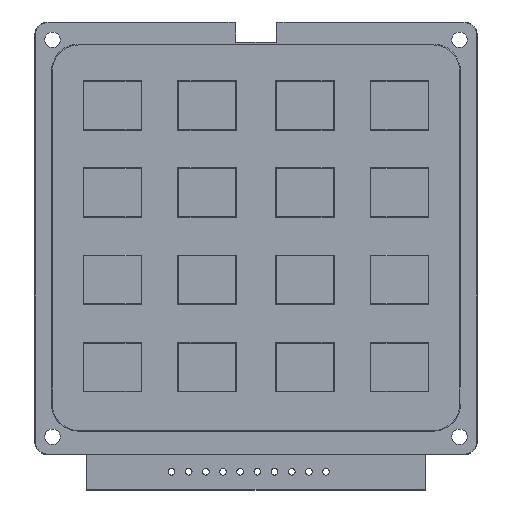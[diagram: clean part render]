
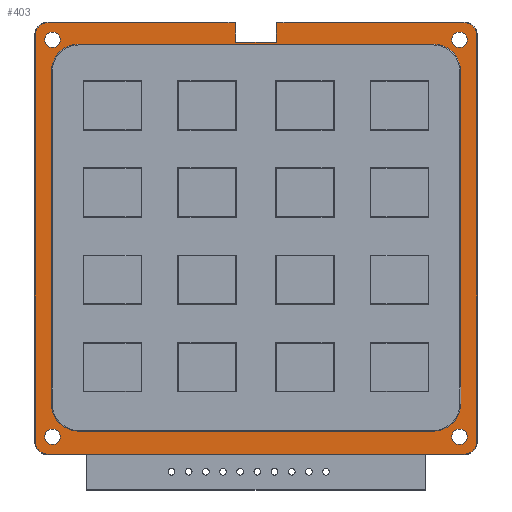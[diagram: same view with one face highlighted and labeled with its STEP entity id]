
A CAD part, top view. The second image highlights one B-rep face of the part: STEP entity #403.
In plain terms, the highlighted planar face has unit normal (0, 0, 1).
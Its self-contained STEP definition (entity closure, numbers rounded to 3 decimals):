
#131 = VERTEX_POINT('',#132);
#132 = CARTESIAN_POINT('',(-3.1,61.,3.));
#139 = EDGE_CURVE('',#131,#140,#142,.T.);
#140 = VERTEX_POINT('',#141);
#141 = CARTESIAN_POINT('',(-3.1,63.9,3.));
#142 = LINE('',#143,#144);
#143 = CARTESIAN_POINT('',(-3.1,61.,3.));
#144 = VECTOR('',#145,1.);
#145 = DIRECTION('',(0.,1.,0.));
#230 = EDGE_CURVE('',#231,#131,#233,.T.);
#231 = VERTEX_POINT('',#232);
#232 = CARTESIAN_POINT('',(-3.,61.,3.));
#233 = LINE('',#234,#235);
#234 = CARTESIAN_POINT('',(0.,61.,3.));
#235 = VECTOR('',#236,1.);
#236 = DIRECTION('',(-1.,0.,0.));
#238 = EDGE_CURVE('',#231,#239,#241,.T.);
#239 = VERTEX_POINT('',#240);
#240 = CARTESIAN_POINT('',(3.,61.,3.));
#241 = LINE('',#242,#243);
#242 = CARTESIAN_POINT('',(0.,61.,3.));
#243 = VECTOR('',#244,1.);
#244 = DIRECTION('',(1.,0.,0.));
#246 = EDGE_CURVE('',#239,#247,#249,.T.);
#247 = VERTEX_POINT('',#248);
#248 = CARTESIAN_POINT('',(3.1,61.,3.));
#249 = LINE('',#250,#251);
#250 = CARTESIAN_POINT('',(0.,61.,3.));
#251 = VECTOR('',#252,1.);
#252 = DIRECTION('',(1.,0.,0.));
#270 = VERTEX_POINT('',#271);
#271 = CARTESIAN_POINT('',(-30.75,63.9,3.));
#278 = EDGE_CURVE('',#270,#140,#279,.T.);
#279 = LINE('',#280,#281);
#280 = CARTESIAN_POINT('',(-30.75,63.9,3.));
#281 = VECTOR('',#282,1.);
#282 = DIRECTION('',(1.,0.,0.));
#403 = ADVANCED_FACE('',(#404,#485,#555,#566,#577,#588),#599,.T.);
#404 = FACE_BOUND('',#405,.T.);
#405 = EDGE_LOOP('',(#406,#407,#408,#409,#418,#426,#435,#443,#452,#460,
    #469,#477,#483,#484));
#406 = ORIENTED_EDGE('',*,*,#230,.T.);
#407 = ORIENTED_EDGE('',*,*,#139,.T.);
#408 = ORIENTED_EDGE('',*,*,#278,.F.);
#409 = ORIENTED_EDGE('',*,*,#410,.F.);
#410 = EDGE_CURVE('',#411,#270,#413,.T.);
#411 = VERTEX_POINT('',#412);
#412 = CARTESIAN_POINT('',(-32.65,62.,3.));
#413 = CIRCLE('',#414,1.9);
#414 = AXIS2_PLACEMENT_3D('',#415,#416,#417);
#415 = CARTESIAN_POINT('',(-30.75,62.,3.));
#416 = DIRECTION('',(0.,0.,-1.));
#417 = DIRECTION('',(-1.,0.,0.));
#418 = ORIENTED_EDGE('',*,*,#419,.F.);
#419 = EDGE_CURVE('',#420,#411,#422,.T.);
#420 = VERTEX_POINT('',#421);
#421 = CARTESIAN_POINT('',(-32.65,2.,3.));
#422 = LINE('',#423,#424);
#423 = CARTESIAN_POINT('',(-32.65,2.,3.));
#424 = VECTOR('',#425,1.);
#425 = DIRECTION('',(0.,1.,0.));
#426 = ORIENTED_EDGE('',*,*,#427,.F.);
#427 = EDGE_CURVE('',#428,#420,#430,.T.);
#428 = VERTEX_POINT('',#429);
#429 = CARTESIAN_POINT('',(-30.75,0.1,3.));
#430 = CIRCLE('',#431,1.9);
#431 = AXIS2_PLACEMENT_3D('',#432,#433,#434);
#432 = CARTESIAN_POINT('',(-30.75,2.,3.));
#433 = DIRECTION('',(-0.,-0.,-1.));
#434 = DIRECTION('',(0.,-1.,0.));
#435 = ORIENTED_EDGE('',*,*,#436,.F.);
#436 = EDGE_CURVE('',#437,#428,#439,.T.);
#437 = VERTEX_POINT('',#438);
#438 = CARTESIAN_POINT('',(30.75,0.1,3.));
#439 = LINE('',#440,#441);
#440 = CARTESIAN_POINT('',(30.75,0.1,3.));
#441 = VECTOR('',#442,1.);
#442 = DIRECTION('',(-1.,0.,0.));
#443 = ORIENTED_EDGE('',*,*,#444,.F.);
#444 = EDGE_CURVE('',#445,#437,#447,.T.);
#445 = VERTEX_POINT('',#446);
#446 = CARTESIAN_POINT('',(32.65,2.,3.));
#447 = CIRCLE('',#448,1.9);
#448 = AXIS2_PLACEMENT_3D('',#449,#450,#451);
#449 = CARTESIAN_POINT('',(30.75,2.,3.));
#450 = DIRECTION('',(0.,-0.,-1.));
#451 = DIRECTION('',(1.,0.,0.));
#452 = ORIENTED_EDGE('',*,*,#453,.F.);
#453 = EDGE_CURVE('',#454,#445,#456,.T.);
#454 = VERTEX_POINT('',#455);
#455 = CARTESIAN_POINT('',(32.65,62.,3.));
#456 = LINE('',#457,#458);
#457 = CARTESIAN_POINT('',(32.65,62.,3.));
#458 = VECTOR('',#459,1.);
#459 = DIRECTION('',(-0.,-1.,-0.));
#460 = ORIENTED_EDGE('',*,*,#461,.F.);
#461 = EDGE_CURVE('',#462,#454,#464,.T.);
#462 = VERTEX_POINT('',#463);
#463 = CARTESIAN_POINT('',(30.75,63.9,3.));
#464 = CIRCLE('',#465,1.9);
#465 = AXIS2_PLACEMENT_3D('',#466,#467,#468);
#466 = CARTESIAN_POINT('',(30.75,62.,3.));
#467 = DIRECTION('',(0.,0.,-1.));
#468 = DIRECTION('',(0.,1.,0.));
#469 = ORIENTED_EDGE('',*,*,#470,.F.);
#470 = EDGE_CURVE('',#471,#462,#473,.T.);
#471 = VERTEX_POINT('',#472);
#472 = CARTESIAN_POINT('',(3.1,63.9,3.));
#473 = LINE('',#474,#475);
#474 = CARTESIAN_POINT('',(3.,63.9,3.));
#475 = VECTOR('',#476,1.);
#476 = DIRECTION('',(1.,0.,0.));
#477 = ORIENTED_EDGE('',*,*,#478,.F.);
#478 = EDGE_CURVE('',#247,#471,#479,.T.);
#479 = LINE('',#480,#481);
#480 = CARTESIAN_POINT('',(3.1,61.,3.));
#481 = VECTOR('',#482,1.);
#482 = DIRECTION('',(0.,1.,0.));
#483 = ORIENTED_EDGE('',*,*,#246,.F.);
#484 = ORIENTED_EDGE('',*,*,#238,.F.);
#485 = FACE_BOUND('',#486,.T.);
#486 = EDGE_LOOP('',(#487,#498,#506,#515,#523,#532,#540,#549));
#487 = ORIENTED_EDGE('',*,*,#488,.T.);
#488 = EDGE_CURVE('',#489,#491,#493,.T.);
#489 = VERTEX_POINT('',#490);
#490 = CARTESIAN_POINT('',(26.25,60.7,3.));
#491 = VERTEX_POINT('',#492);
#492 = CARTESIAN_POINT('',(30.25,56.7,3.));
#493 = CIRCLE('',#494,4.);
#494 = AXIS2_PLACEMENT_3D('',#495,#496,#497);
#495 = CARTESIAN_POINT('',(26.25,56.7,3.));
#496 = DIRECTION('',(-0.,-0.,-1.));
#497 = DIRECTION('',(0.,-1.,0.));
#498 = ORIENTED_EDGE('',*,*,#499,.F.);
#499 = EDGE_CURVE('',#500,#491,#502,.T.);
#500 = VERTEX_POINT('',#501);
#501 = CARTESIAN_POINT('',(30.25,7.5,3.));
#502 = LINE('',#503,#504);
#503 = CARTESIAN_POINT('',(30.25,3.5,3.));
#504 = VECTOR('',#505,1.);
#505 = DIRECTION('',(0.,1.,0.));
#506 = ORIENTED_EDGE('',*,*,#507,.T.);
#507 = EDGE_CURVE('',#500,#508,#510,.T.);
#508 = VERTEX_POINT('',#509);
#509 = CARTESIAN_POINT('',(26.25,3.5,3.));
#510 = CIRCLE('',#511,4.);
#511 = AXIS2_PLACEMENT_3D('',#512,#513,#514);
#512 = CARTESIAN_POINT('',(26.25,7.5,3.));
#513 = DIRECTION('',(-0.,-0.,-1.));
#514 = DIRECTION('',(0.,-1.,0.));
#515 = ORIENTED_EDGE('',*,*,#516,.F.);
#516 = EDGE_CURVE('',#517,#508,#519,.T.);
#517 = VERTEX_POINT('',#518);
#518 = CARTESIAN_POINT('',(-26.25,3.5,3.));
#519 = LINE('',#520,#521);
#520 = CARTESIAN_POINT('',(0.,3.5,3.));
#521 = VECTOR('',#522,1.);
#522 = DIRECTION('',(1.,0.,0.));
#523 = ORIENTED_EDGE('',*,*,#524,.F.);
#524 = EDGE_CURVE('',#525,#517,#527,.T.);
#525 = VERTEX_POINT('',#526);
#526 = CARTESIAN_POINT('',(-30.25,7.5,3.));
#527 = CIRCLE('',#528,4.);
#528 = AXIS2_PLACEMENT_3D('',#529,#530,#531);
#529 = CARTESIAN_POINT('',(-26.25,7.5,3.));
#530 = DIRECTION('',(0.,0.,1.));
#531 = DIRECTION('',(0.,-1.,0.));
#532 = ORIENTED_EDGE('',*,*,#533,.T.);
#533 = EDGE_CURVE('',#525,#534,#536,.T.);
#534 = VERTEX_POINT('',#535);
#535 = CARTESIAN_POINT('',(-30.25,56.7,3.));
#536 = LINE('',#537,#538);
#537 = CARTESIAN_POINT('',(-30.25,3.5,3.));
#538 = VECTOR('',#539,1.);
#539 = DIRECTION('',(0.,1.,0.));
#540 = ORIENTED_EDGE('',*,*,#541,.F.);
#541 = EDGE_CURVE('',#542,#534,#544,.T.);
#542 = VERTEX_POINT('',#543);
#543 = CARTESIAN_POINT('',(-26.25,60.7,3.));
#544 = CIRCLE('',#545,4.);
#545 = AXIS2_PLACEMENT_3D('',#546,#547,#548);
#546 = CARTESIAN_POINT('',(-26.25,56.7,3.));
#547 = DIRECTION('',(0.,0.,1.));
#548 = DIRECTION('',(0.,-1.,0.));
#549 = ORIENTED_EDGE('',*,*,#550,.T.);
#550 = EDGE_CURVE('',#542,#489,#551,.T.);
#551 = LINE('',#552,#553);
#552 = CARTESIAN_POINT('',(-30.25,60.7,3.));
#553 = VECTOR('',#554,1.);
#554 = DIRECTION('',(1.,0.,0.));
#555 = FACE_BOUND('',#556,.T.);
#556 = EDGE_LOOP('',(#557));
#557 = ORIENTED_EDGE('',*,*,#558,.F.);
#558 = EDGE_CURVE('',#559,#559,#561,.T.);
#559 = VERTEX_POINT('',#560);
#560 = CARTESIAN_POINT('',(31.25,2.65,3.));
#561 = CIRCLE('',#562,1.15);
#562 = AXIS2_PLACEMENT_3D('',#563,#564,#565);
#563 = CARTESIAN_POINT('',(30.1,2.65,3.));
#564 = DIRECTION('',(0.,0.,1.));
#565 = DIRECTION('',(1.,0.,0.));
#566 = FACE_BOUND('',#567,.T.);
#567 = EDGE_LOOP('',(#568));
#568 = ORIENTED_EDGE('',*,*,#569,.T.);
#569 = EDGE_CURVE('',#570,#570,#572,.T.);
#570 = VERTEX_POINT('',#571);
#571 = CARTESIAN_POINT('',(-31.25,2.65,3.));
#572 = CIRCLE('',#573,1.15);
#573 = AXIS2_PLACEMENT_3D('',#574,#575,#576);
#574 = CARTESIAN_POINT('',(-30.1,2.65,3.));
#575 = DIRECTION('',(0.,0.,-1.));
#576 = DIRECTION('',(-1.,0.,0.));
#577 = FACE_BOUND('',#578,.T.);
#578 = EDGE_LOOP('',(#579));
#579 = ORIENTED_EDGE('',*,*,#580,.F.);
#580 = EDGE_CURVE('',#581,#581,#583,.T.);
#581 = VERTEX_POINT('',#582);
#582 = CARTESIAN_POINT('',(31.25,61.35,3.));
#583 = CIRCLE('',#584,1.15);
#584 = AXIS2_PLACEMENT_3D('',#585,#586,#587);
#585 = CARTESIAN_POINT('',(30.1,61.35,3.));
#586 = DIRECTION('',(0.,0.,1.));
#587 = DIRECTION('',(1.,0.,0.));
#588 = FACE_BOUND('',#589,.T.);
#589 = EDGE_LOOP('',(#590));
#590 = ORIENTED_EDGE('',*,*,#591,.T.);
#591 = EDGE_CURVE('',#592,#592,#594,.T.);
#592 = VERTEX_POINT('',#593);
#593 = CARTESIAN_POINT('',(-31.25,61.35,3.));
#594 = CIRCLE('',#595,1.15);
#595 = AXIS2_PLACEMENT_3D('',#596,#597,#598);
#596 = CARTESIAN_POINT('',(-30.1,61.35,3.));
#597 = DIRECTION('',(0.,0.,-1.));
#598 = DIRECTION('',(-1.,0.,0.));
#599 = PLANE('',#600);
#600 = AXIS2_PLACEMENT_3D('',#601,#602,#603);
#601 = CARTESIAN_POINT('',(0.,32.631,3.));
#602 = DIRECTION('',(0.,0.,1.));
#603 = DIRECTION('',(1.,0.,0.));
